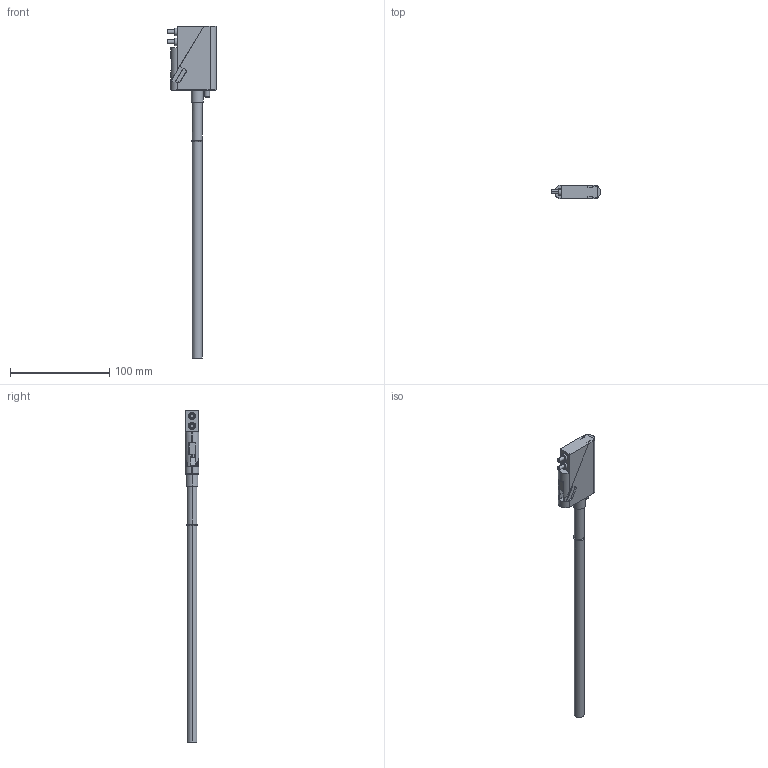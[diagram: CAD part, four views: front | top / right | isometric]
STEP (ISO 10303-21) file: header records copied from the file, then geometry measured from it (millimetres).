
FILE_DESCRIPTION (( 'STEP AP214' ), '1' );
FILE_NAME ('DB144665.STEP', '2014-04-29T11:04:41', ( '' ), ( '' ), 'SwSTEP 2.0', 'SolidWorks 2014', '' );
FILE_SCHEMA (( 'AUTOMOTIVE_DESIGN' ));
Length unit declared in the file: millimetre
Products named in the file (9): 9DV010300; socket head cap screw_din_DIN 912 M4 x 30 --- 20N; 8DB14-CASQL; 8GP144660; 8DB1446-CORR; 8DB1446-BASE; 8DB14-CASQCENTR; socket head cap screw_din_DIN 912 M5 x 20 --- 20N; DB144665
Assembly tree (10 placements, depth 2):
  DB144665
    8DB1446-BASE
    8DB1446-CORR
    9DV010300
    8DB14-CASQL
    8DB14-CASQCENTR  x2
    socket head cap screw_din_DIN 912 M4 x 30 --- 20N  x2
    socket head cap screw_din_DIN 912 M5 x 20 --- 20N
    8GP144660
Bounding box: 49.42 x 14 x 335 mm (x, y, z)
Volume: 31917.3 mm3; surface area: 30785.6 mm2
Topology: 9 solids, 11 shells, 360 faces, 873 edges, 530 vertices
Faces by surface type: plane 156, cylinder 122, cone 44, torus 29, sphere 8, bspline 1
Entity records: 10092 total; most frequent: CARTESIAN_POINT 2067, DIRECTION 1618, ORIENTED_EDGE 1550, EDGE_CURVE 775, AXIS2_PLACEMENT_3D 590, VERTEX_POINT 481, VECTOR 438, LINE 438
